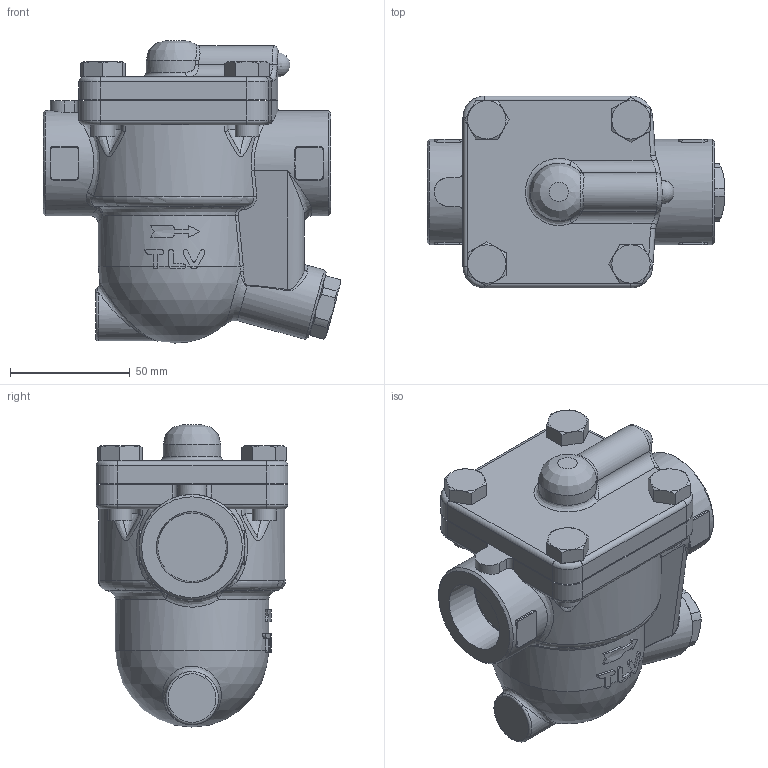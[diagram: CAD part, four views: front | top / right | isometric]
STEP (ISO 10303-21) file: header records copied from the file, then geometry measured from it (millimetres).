
FILE_DESCRIPTION((''),'2;1');
FILE_NAME('j3sx0-025-screw-00.stp','2009-10-23T13:57:35',('nakaot'),(''),'Autodesk Inventor 2008','Autodesk Inventor 2008','');
FILE_SCHEMA(('AUTOMOTIVE_DESIGN { 1 0 10303 214 1 1 1 1 }'));
Length unit declared in the file: millimetre
Products named in the file (1): j3sx0-025-screw-00
Bounding box: 124.23 x 80 x 126 mm (x, y, z)
Volume: 552634.6 mm3; surface area: 61021.6 mm2
Topology: 1 solids, 1 shells, 408 faces, 1019 edges, 613 vertices
Faces by surface type: cylinder 119, plane 110, bspline 96, cone 43, torus 35, sphere 5
Full cylindrical faces by diameter (mm): 10 x8, 30 x1, 44 x2, 56.5 x1
Entity records: 20745 total; most frequent: CARTESIAN_POINT 11912, ORIENTED_EDGE 1918, DIRECTION 1711, EDGE_CURVE 959, AXIS2_PLACEMENT_3D 708, VERTEX_POINT 599, EDGE_LOOP 462, FACE_OUTER_BOUND 408
